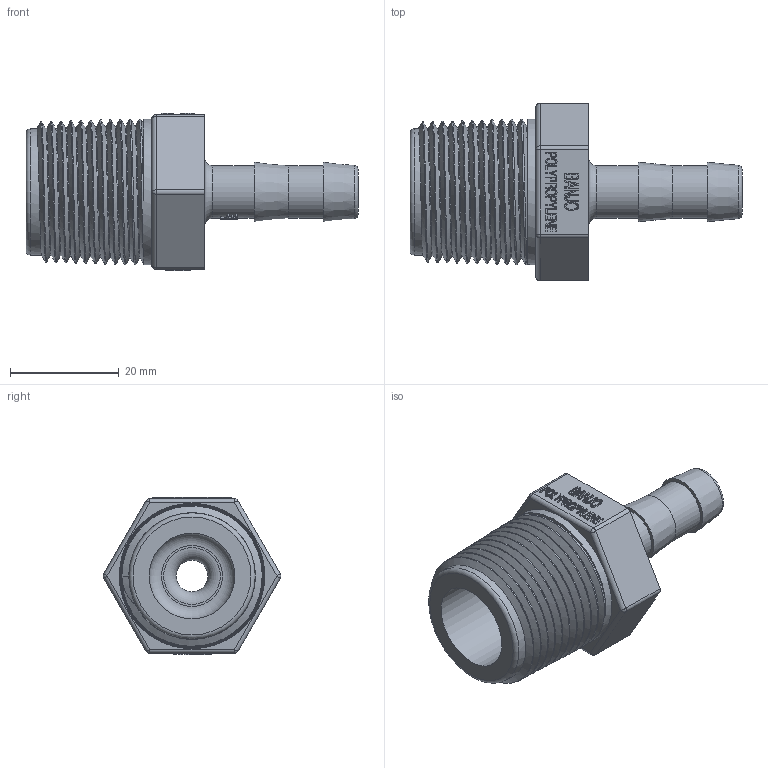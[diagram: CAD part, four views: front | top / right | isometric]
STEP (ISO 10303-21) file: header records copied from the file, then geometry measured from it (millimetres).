
FILE_DESCRIPTION(/* description */ ('3/4" NPT THREAD X 3/8" HOSE BARB'),/* implementation_level */ '2;1');
FILE_NAME(/* name */ 'HB075-038.stp',/* time_stamp */ '2013-12-17T10:32:55-05:00',/* author */ ('DCerny'),/* organization */ (''),/* preprocessor_version */ 'ST-DEVELOPER v15.2',/* originating_system */ 'Autodesk Inventor 2014',/* authorisation */ '');
FILE_SCHEMA (('AUTOMOTIVE_DESIGN { 1 0 10303 214 3 1 1 }'));
Length unit declared in the file: inch
Products named in the file (1): HB075-038
Bounding box: 60.96 x 32.61 x 28.96 mm (x, y, z)
Volume: 14443.4 mm3; surface area: 7949.2 mm2
Topology: 1 solids, 1 shells, 428 faces, 1111 edges, 731 vertices
Faces by surface type: plane 239, bspline 135, cylinder 27, cone 16, sphere 6, torus 5
Full cylindrical faces by diameter (mm): 5.842 x1, 9.652 x2, 15.748 x1, 26.67 x2
Entity records: 15845 total; most frequent: CARTESIAN_POINT 6603, ORIENTED_EDGE 2120, DIRECTION 1423, EDGE_CURVE 1060, VERTEX_POINT 706, LINE 705, VECTOR 705, EDGE_LOOP 476
